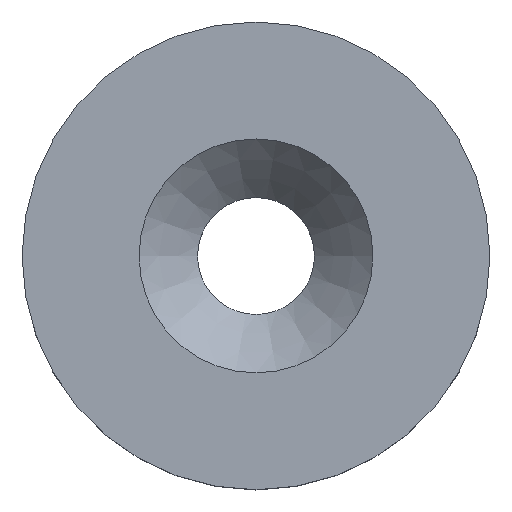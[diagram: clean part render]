
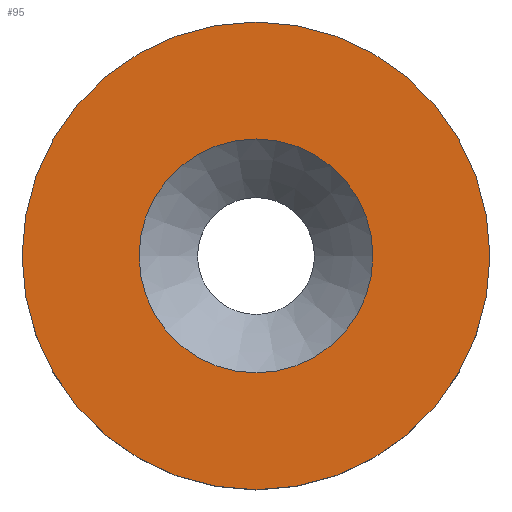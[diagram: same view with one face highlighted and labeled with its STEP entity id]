
A CAD part, top view. The second image highlights one B-rep face of the part: STEP entity #95.
In plain terms, the highlighted planar face has unit normal (0, 0, 1).
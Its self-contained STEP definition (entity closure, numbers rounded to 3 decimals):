
#55 = VERTEX_POINT('',#56);
#56 = CARTESIAN_POINT('',(3.,0.,3.));
#64 = EDGE_CURVE('',#55,#55,#65,.T.);
#65 = CIRCLE('',#66,3.);
#66 = AXIS2_PLACEMENT_3D('',#67,#68,#69);
#67 = CARTESIAN_POINT('',(0.,0.,3.));
#68 = DIRECTION('',(0.,0.,1.));
#69 = DIRECTION('',(1.,0.,-0.));
#95 = ADVANCED_FACE('',(#96,#99),#110,.T.);
#96 = FACE_BOUND('',#97,.T.);
#97 = EDGE_LOOP('',(#98));
#98 = ORIENTED_EDGE('',*,*,#64,.F.);
#99 = FACE_BOUND('',#100,.T.);
#100 = EDGE_LOOP('',(#101));
#101 = ORIENTED_EDGE('',*,*,#102,.T.);
#102 = EDGE_CURVE('',#103,#103,#105,.T.);
#103 = VERTEX_POINT('',#104);
#104 = CARTESIAN_POINT('',(6.,0.,3.));
#105 = CIRCLE('',#106,6.);
#106 = AXIS2_PLACEMENT_3D('',#107,#108,#109);
#107 = CARTESIAN_POINT('',(0.,0.,3.));
#108 = DIRECTION('',(0.,0.,1.));
#109 = DIRECTION('',(1.,0.,0.));
#110 = PLANE('',#111);
#111 = AXIS2_PLACEMENT_3D('',#112,#113,#114);
#112 = CARTESIAN_POINT('',(0.,0.,3.));
#113 = DIRECTION('',(0.,0.,1.));
#114 = DIRECTION('',(1.,0.,0.));
